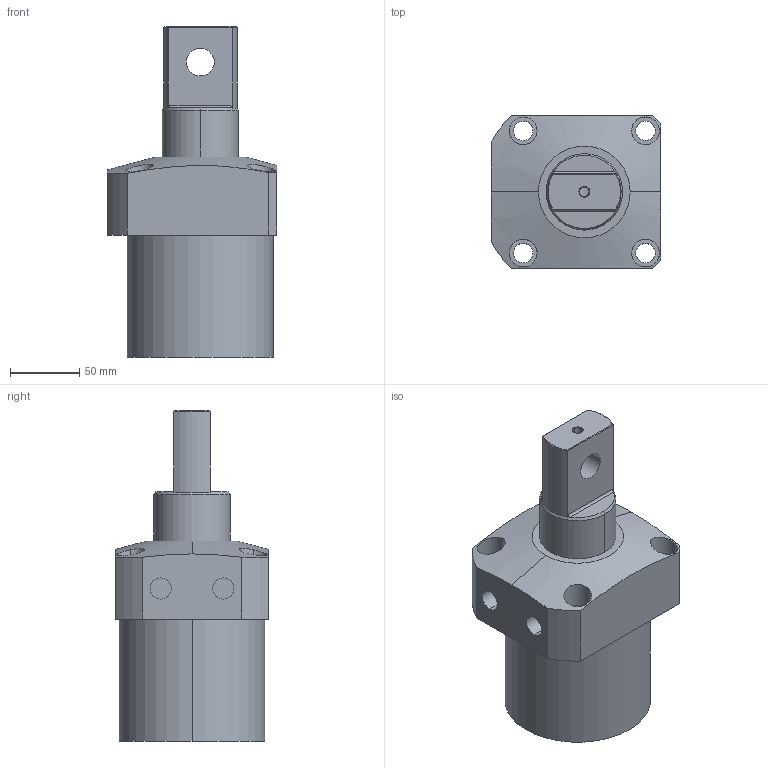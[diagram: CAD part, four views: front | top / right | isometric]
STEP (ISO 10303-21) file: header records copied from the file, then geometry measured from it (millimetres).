
FILE_DESCRIPTION (( 'STEP AP214' ), '1' );
FILE_NAME ('CHA-105Dx90.STEP', '2018-07-19T02:35:29', ( '' ), ( '' ), 'SwSTEP 2.0', 'SolidWorks 2016', '' );
FILE_SCHEMA (( 'AUTOMOTIVE_DESIGN' ));
Length unit declared in the file: millimetre
Products named in the file (3): CHA-105D活塞杆; CHA-105BT; CHA-105Dx90
Assembly tree (2 placements, depth 2):
  CHA-105Dx90
    CHA-105BT
    CHA-105D活塞杆
Bounding box: 122 x 110 x 238 mm (x, y, z)
Volume: 1351606.1 mm3; surface area: 146098.2 mm2
Topology: 2 solids, 2 shells, 74 faces, 172 edges, 112 vertices
Faces by surface type: cylinder 40, plane 26, cone 8
Entity records: 2795 total; most frequent: CARTESIAN_POINT 956, DIRECTION 376, ORIENTED_EDGE 344, EDGE_CURVE 172, AXIS2_PLACEMENT_3D 155, VERTEX_POINT 112, EDGE_LOOP 96, CIRCLE 76
